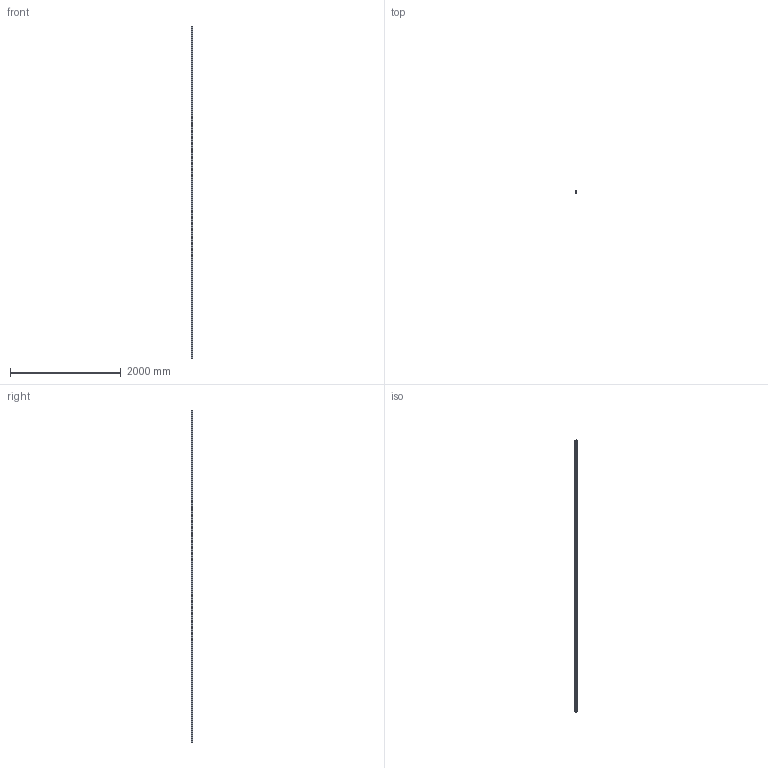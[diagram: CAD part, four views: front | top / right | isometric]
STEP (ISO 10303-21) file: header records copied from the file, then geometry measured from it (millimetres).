
FILE_DESCRIPTION (( 'STEP AP203' ), '1' );
FILE_NAME ('B01-3.STEP', '2018-04-02T16:49:26', ( 'User2' ), ( '' ), 'SwSTEP 2.0', 'SolidWorks 2007', '' );
FILE_SCHEMA (( 'CONFIG_CONTROL_DESIGN' ));
Length unit declared in the file: millimetre
Products named in the file (1): B01-3
Bounding box: 30 x 30 x 6000 mm (x, y, z)
Volume: 1954368.4 mm3; surface area: 2118260.5 mm2
Topology: 1 solids, 1 shells, 71 faces, 207 edges, 138 vertices
Faces by surface type: plane 69, cylinder 2
Entity records: 2394 total; most frequent: CARTESIAN_POINT 417, ORIENTED_EDGE 414, DIRECTION 355, EDGE_CURVE 207, LINE 203, VECTOR 203, VERTEX_POINT 138, EDGE_LOOP 77
